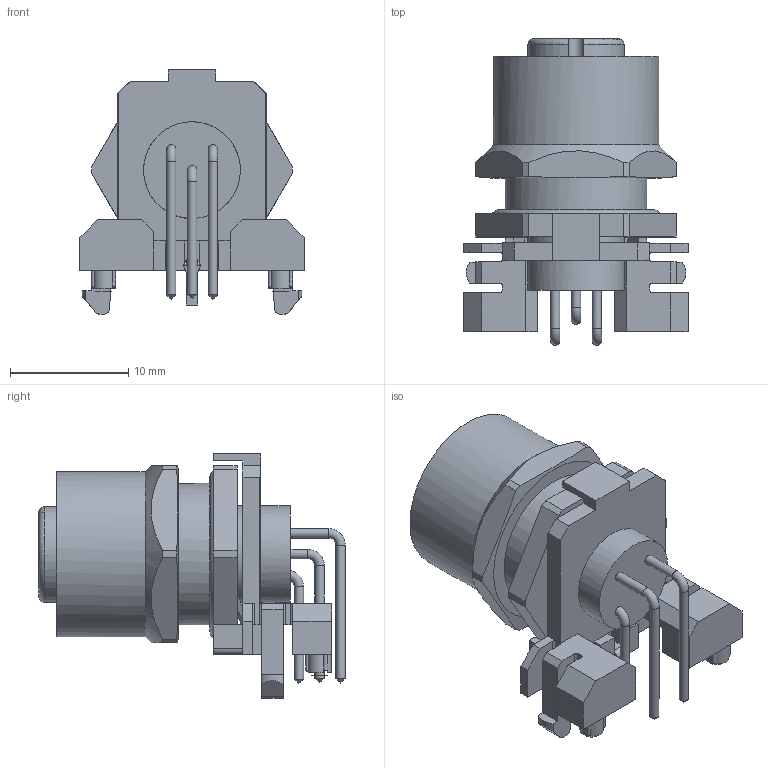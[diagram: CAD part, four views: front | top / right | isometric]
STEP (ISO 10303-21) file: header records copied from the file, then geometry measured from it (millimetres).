
FILE_DESCRIPTION(('FreeCAD Model'),'2;1');
FILE_NAME('Connector_M12-5-Female_Horizontal.step','2019-12-06T20:40:32' ,('kicad StepUp'),('ksu MCAD'),'Open CASCADE STEP processor 7.3', 'FreeCAD','Unknown');
FILE_SCHEMA(('AUTOMOTIVE_DESIGN { 1 0 10303 214 1 1 1 1 }'));
Length unit declared in the file: millimetre
Products named in the file (1): Connector_M12-5-Female_Horizontal
Bounding box: 19 x 25.96 x 20.7 mm (x, y, z)
Volume: 2940 mm3; surface area: 3373.7 mm2
Topology: 1 solids, 1 shells, 411 faces, 1106 edges, 728 vertices
Faces by surface type: plane 228, cylinder 117, bspline 33, torus 20, cone 13
Full cylindrical faces by diameter (mm): 0.8 x8, 1.1 x5, 1.5 x5, 1.7 x5, 2.2 x1, 8.15 x1, 8.2 x2, 8.5 x1, 10.92 x1, 12 x2, 14 x1
Entity records: 18155 total; most frequent: CARTESIAN_POINT 7241, ORIENTED_EDGE 2202, EDGE_CURVE 1101, B_SPLINE_CURVE_WITH_KNOTS 1101, DIRECTION 758, VERTEX_POINT 728, FACE_BOUND 463, EDGE_LOOP 463
